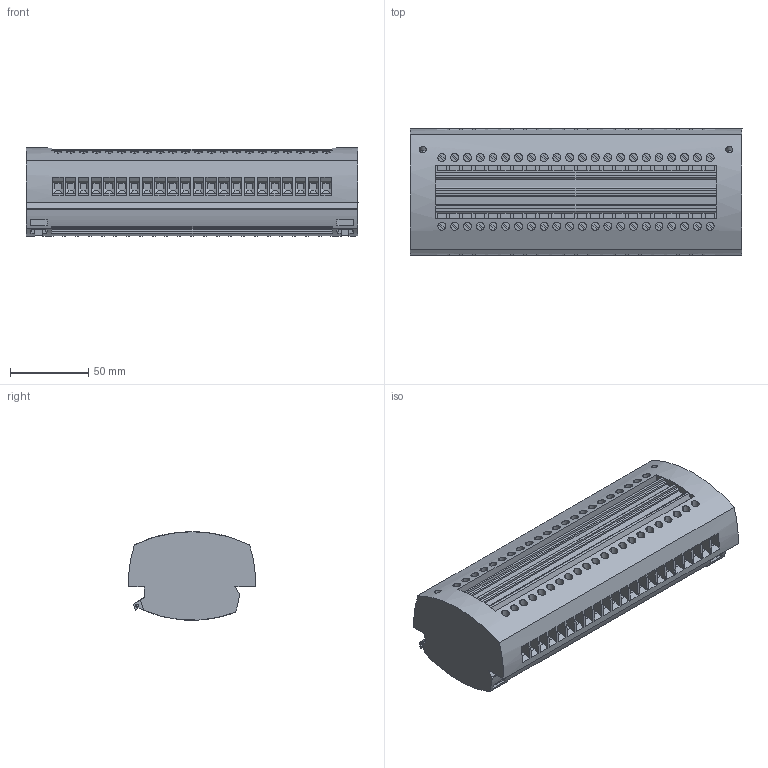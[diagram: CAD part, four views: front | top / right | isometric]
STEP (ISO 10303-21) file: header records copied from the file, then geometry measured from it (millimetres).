
FILE_DESCRIPTION(('Creo Elements/Direct Modeling STEP Export'),'2;1');
FILE_NAME('model.stp','2019-04-19T 1:41:29',(''),(''),'Creo Elements/Direct Modeling STEP processor for AP214 (Solid Model)','Creo Elements/Direct Modeling 20.1A 29-Sep-2018 (C) Parametric Technology GmbH','');
FILE_SCHEMA(('AUTOMOTIVE_DESIGN { 1 0 10303 214 1 1 1 1 }'));
Products named in the file (2): UTWE_6-2_22-select
Assembly tree (1 placements, depth 2):
  UTWE_6-2_22-select
    UTWE_6-2_22-select
Bounding box: 211.9 x 80.96 x 56.5 mm (x, y, z)
Volume: 639308 mm3; surface area: 128228.6 mm2
Topology: 1 solids, 1 shells, 1710 faces, 4683 edges, 3092 vertices
Faces by surface type: plane 1518, cylinder 104, extrusion 88
Entity records: 86997 total; most frequent: CARTESIAN_POINT 30665, ORIENTED_EDGE 9366, DIRECTION 7860, EDGE_CURVE 4683, VECTOR 3916, LINE 3828, VERTEX_POINT 3092, AXIS2_PLACEMENT_3D 1972
